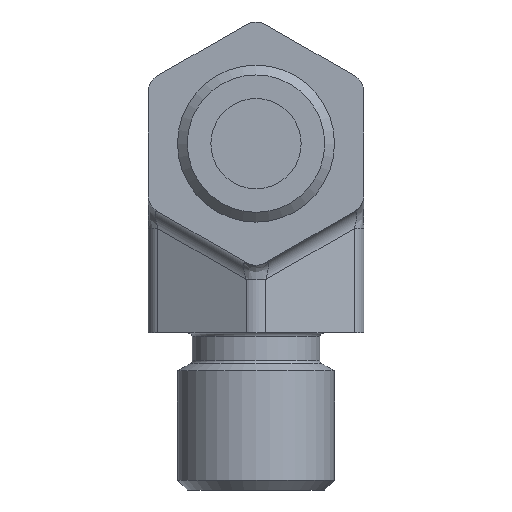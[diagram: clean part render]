
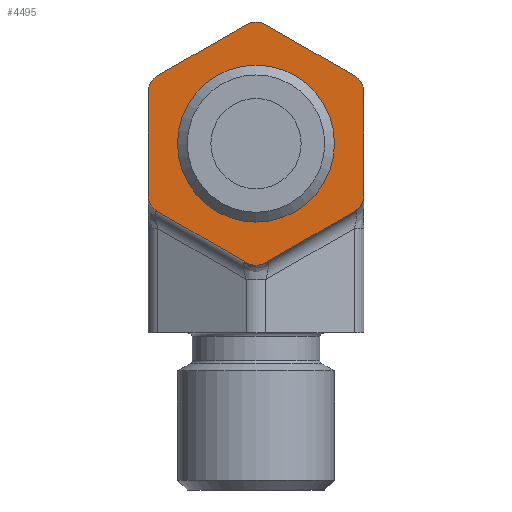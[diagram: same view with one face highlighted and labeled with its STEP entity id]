
A CAD part, left-side view. The second image highlights one B-rep face of the part: STEP entity #4495.
In plain terms, the highlighted planar face has unit normal (-1, 0, 0).
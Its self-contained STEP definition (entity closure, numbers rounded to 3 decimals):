
#238=FACE_BOUND('',#898,.T.);
#372=PLANE('',#4747);
#622=FACE_OUTER_BOUND('',#897,.T.);
#897=EDGE_LOOP('',(#4061,#4062,#4063,#4064,#4065,#4066,#4067,#4068,#4069,
#4070,#4071,#4072));
#898=EDGE_LOOP('',(#4073));
#1332=LINE('',#7620,#1780);
#1347=LINE('',#7717,#1795);
#1350=LINE('',#7723,#1798);
#1351=LINE('',#7727,#1799);
#1352=LINE('',#7731,#1800);
#1353=LINE('',#7736,#1801);
#1780=VECTOR('',#5480,10.);
#1795=VECTOR('',#5593,10.);
#1798=VECTOR('',#5598,10.);
#1799=VECTOR('',#5601,10.);
#1800=VECTOR('',#5604,10.);
#1801=VECTOR('',#5609,10.);
#1860=CIRCLE('',#4717,3.45);
#1879=CIRCLE('',#4744,1.);
#1881=CIRCLE('',#4748,1.);
#1882=CIRCLE('',#4749,1.);
#1883=CIRCLE('',#4750,1.);
#1884=CIRCLE('',#4751,1.);
#1885=CIRCLE('',#4752,1.);
#2252=VERTEX_POINT('',#7616);
#2254=VERTEX_POINT('',#7619);
#2268=VERTEX_POINT('',#7661);
#2283=VERTEX_POINT('',#7707);
#2284=VERTEX_POINT('',#7708);
#2287=VERTEX_POINT('',#7716);
#2289=VERTEX_POINT('',#7722);
#2290=VERTEX_POINT('',#7724);
#2291=VERTEX_POINT('',#7726);
#2292=VERTEX_POINT('',#7728);
#2293=VERTEX_POINT('',#7730);
#2294=VERTEX_POINT('',#7733);
#2295=VERTEX_POINT('',#7735);
#2844=EDGE_CURVE('',#2254,#2252,#1332,.T.);
#2863=EDGE_CURVE('',#2268,#2268,#1860,.T.);
#2886=EDGE_CURVE('',#2283,#2284,#1879,.T.);
#2890=EDGE_CURVE('',#2287,#2284,#1347,.T.);
#2893=EDGE_CURVE('',#2283,#2289,#1350,.T.);
#2894=EDGE_CURVE('',#2290,#2289,#1881,.T.);
#2895=EDGE_CURVE('',#2290,#2291,#1351,.T.);
#2896=EDGE_CURVE('',#2292,#2291,#1882,.T.);
#2897=EDGE_CURVE('',#2292,#2293,#1352,.T.);
#2898=EDGE_CURVE('',#2254,#2293,#1883,.T.);
#2899=EDGE_CURVE('',#2294,#2252,#1884,.T.);
#2900=EDGE_CURVE('',#2294,#2295,#1353,.T.);
#2901=EDGE_CURVE('',#2287,#2295,#1885,.T.);
#4061=ORIENTED_EDGE('',*,*,#2886,.F.);
#4062=ORIENTED_EDGE('',*,*,#2893,.T.);
#4063=ORIENTED_EDGE('',*,*,#2894,.F.);
#4064=ORIENTED_EDGE('',*,*,#2895,.T.);
#4065=ORIENTED_EDGE('',*,*,#2896,.F.);
#4066=ORIENTED_EDGE('',*,*,#2897,.T.);
#4067=ORIENTED_EDGE('',*,*,#2898,.F.);
#4068=ORIENTED_EDGE('',*,*,#2844,.T.);
#4069=ORIENTED_EDGE('',*,*,#2899,.F.);
#4070=ORIENTED_EDGE('',*,*,#2900,.T.);
#4071=ORIENTED_EDGE('',*,*,#2901,.F.);
#4072=ORIENTED_EDGE('',*,*,#2890,.T.);
#4073=ORIENTED_EDGE('',*,*,#2863,.T.);
#4495=ADVANCED_FACE('',(#622,#238),#372,.F.);
#4717=AXIS2_PLACEMENT_3D('',#7662,#5527,#5528);
#4744=AXIS2_PLACEMENT_3D('',#7709,#5585,#5586);
#4747=AXIS2_PLACEMENT_3D('',#7721,#5596,#5597);
#4748=AXIS2_PLACEMENT_3D('',#7725,#5599,#5600);
#4749=AXIS2_PLACEMENT_3D('',#7729,#5602,#5603);
#4750=AXIS2_PLACEMENT_3D('',#7732,#5605,#5606);
#4751=AXIS2_PLACEMENT_3D('',#7734,#5607,#5608);
#4752=AXIS2_PLACEMENT_3D('',#7737,#5610,#5611);
#5480=DIRECTION('',(0.,0.,1.));
#5527=DIRECTION('center_axis',(1.,0.,0.));
#5528=DIRECTION('ref_axis',(0.,0.,1.));
#5585=DIRECTION('center_axis',(1.,0.,0.));
#5586=DIRECTION('ref_axis',(0.,0.866,0.5));
#5593=DIRECTION('',(0.,0.866,-0.5));
#5596=DIRECTION('center_axis',(1.,0.,0.));
#5597=DIRECTION('ref_axis',(0.,0.,-1.));
#5598=DIRECTION('',(0.,0.,-1.));
#5599=DIRECTION('center_axis',(1.,0.,0.));
#5600=DIRECTION('ref_axis',(0.,0.866,-0.5));
#5601=DIRECTION('',(0.,-0.866,-0.5));
#5602=DIRECTION('center_axis',(1.,0.,0.));
#5603=DIRECTION('ref_axis',(0.,0.,-1.));
#5604=DIRECTION('',(0.,-0.866,0.5));
#5605=DIRECTION('center_axis',(1.,0.,0.));
#5606=DIRECTION('ref_axis',(0.,-0.866,-0.5));
#5607=DIRECTION('center_axis',(1.,0.,0.));
#5608=DIRECTION('ref_axis',(0.,-0.866,0.5));
#5609=DIRECTION('',(0.,0.866,0.5));
#5610=DIRECTION('center_axis',(1.,0.,0.));
#5611=DIRECTION('ref_axis',(0.,0.,1.));
#7616=CARTESIAN_POINT('',(-9.,-5.5,12.247));
#7619=CARTESIAN_POINT('',(-9.,-5.5,7.051));
#7620=CARTESIAN_POINT('',(-9.,-5.5,6.474));
#7661=CARTESIAN_POINT('',(-9.,0.,13.099));
#7662=CARTESIAN_POINT('Origin',(-9.,0.,9.649));
#7707=CARTESIAN_POINT('',(-9.,5.5,12.247));
#7708=CARTESIAN_POINT('',(-9.,5.,13.113));
#7709=CARTESIAN_POINT('Origin',(-9.,4.5,12.247));
#7716=CARTESIAN_POINT('',(-9.,0.5,15.711));
#7717=CARTESIAN_POINT('',(-9.,0.,16.));
#7721=CARTESIAN_POINT('Origin',(-9.,0.,9.649));
#7722=CARTESIAN_POINT('',(-9.,5.5,7.051));
#7723=CARTESIAN_POINT('',(-9.,5.5,12.825));
#7724=CARTESIAN_POINT('',(-9.,5.,6.185));
#7725=CARTESIAN_POINT('Origin',(-9.,4.5,7.051));
#7726=CARTESIAN_POINT('',(-9.,0.5,3.587));
#7727=CARTESIAN_POINT('',(-9.,5.5,6.474));
#7728=CARTESIAN_POINT('',(-9.,-0.5,3.587));
#7729=CARTESIAN_POINT('Origin',(-9.,0.,4.453));
#7730=CARTESIAN_POINT('',(-9.,-5.,6.185));
#7731=CARTESIAN_POINT('',(-9.,0.,3.298));
#7732=CARTESIAN_POINT('Origin',(-9.,-4.5,7.051));
#7733=CARTESIAN_POINT('',(-9.,-5.,13.113));
#7734=CARTESIAN_POINT('Origin',(-9.,-4.5,12.247));
#7735=CARTESIAN_POINT('',(-9.,-0.5,15.711));
#7736=CARTESIAN_POINT('',(-9.,-5.5,12.825));
#7737=CARTESIAN_POINT('Origin',(-9.,0.,14.845));
